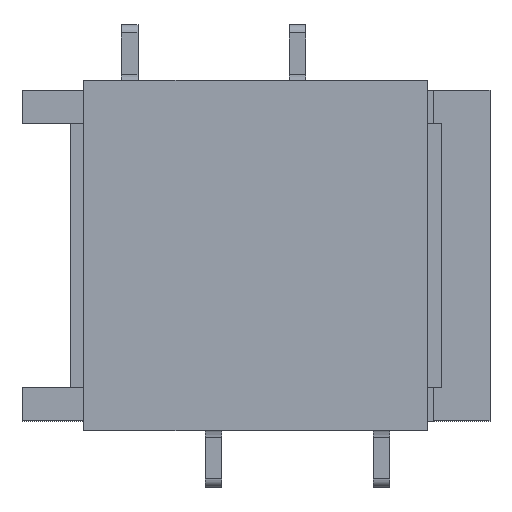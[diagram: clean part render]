
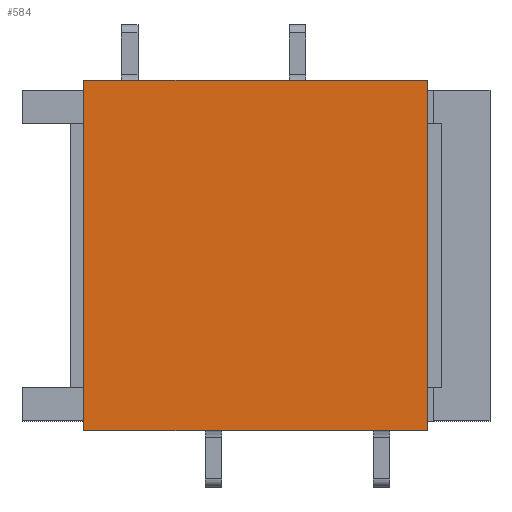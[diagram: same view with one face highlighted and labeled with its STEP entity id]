
A CAD part, top view. The second image highlights one B-rep face of the part: STEP entity #584.
In plain terms, the highlighted planar face has unit normal (0, 0, 1).
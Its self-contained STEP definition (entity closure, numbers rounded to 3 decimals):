
#584 = ADVANCED_FACE( '', ( #1266 ), #1267, .T. );
#1266 = FACE_OUTER_BOUND( '', #2060, .T. );
#1267 = PLANE( '', #2061 );
#2060 = EDGE_LOOP( '', ( #3575, #3576, #3577, #3578 ) );
#2061 = AXIS2_PLACEMENT_3D( '', #3579, #3580, #3581 );
#3575 = ORIENTED_EDGE( '', *, *, #5584, .T. );
#3576 = ORIENTED_EDGE( '', *, *, #5585, .T. );
#3577 = ORIENTED_EDGE( '', *, *, #5028, .F. );
#3578 = ORIENTED_EDGE( '', *, *, #5161, .F. );
#3579 = CARTESIAN_POINT( '', ( 2.6, -2.65, 0.4 ) );
#3580 = DIRECTION( '', ( 0., 0., 1. ) );
#3581 = DIRECTION( '', ( 0., -1., 0. ) );
#5028 = EDGE_CURVE( '', #6046, #6048, #6049, .T. );
#5161 = EDGE_CURVE( '', #6280, #6046, #6282, .T. );
#5584 = EDGE_CURVE( '', #6280, #6956, #6957, .T. );
#5585 = EDGE_CURVE( '', #6956, #6048, #6958, .T. );
#6046 = VERTEX_POINT( '', #7535 );
#6048 = VERTEX_POINT( '', #7538 );
#6049 = LINE( '', #7539, #7540 );
#6280 = VERTEX_POINT( '', #7872 );
#6282 = LINE( '', #7875, #7876 );
#6956 = VERTEX_POINT( '', #8876 );
#6957 = LINE( '', #8877, #8878 );
#6958 = LINE( '', #8879, #8880 );
#7535 = CARTESIAN_POINT( '', ( -2.6, -2.65, 0.4 ) );
#7538 = CARTESIAN_POINT( '', ( -2.6, 2.65, 0.4 ) );
#7539 = CARTESIAN_POINT( '', ( -2.6, -2.65, 0.4 ) );
#7540 = VECTOR( '', #9610, 1000. );
#7872 = CARTESIAN_POINT( '', ( 2.6, -2.65, 0.4 ) );
#7875 = CARTESIAN_POINT( '', ( 2.6, -2.65, 0.4 ) );
#7876 = VECTOR( '', #9731, 1000. );
#8876 = CARTESIAN_POINT( '', ( 2.6, 2.65, 0.4 ) );
#8877 = CARTESIAN_POINT( '', ( 2.6, -2.65, 0.4 ) );
#8878 = VECTOR( '', #10115, 1000. );
#8879 = CARTESIAN_POINT( '', ( 2.6, 2.65, 0.4 ) );
#8880 = VECTOR( '', #10116, 1000. );
#9610 = DIRECTION( '', ( 0., 1., 0. ) );
#9731 = DIRECTION( '', ( -1., 0., 0. ) );
#10115 = DIRECTION( '', ( 0., 1., 0. ) );
#10116 = DIRECTION( '', ( -1., 0., 0. ) );
